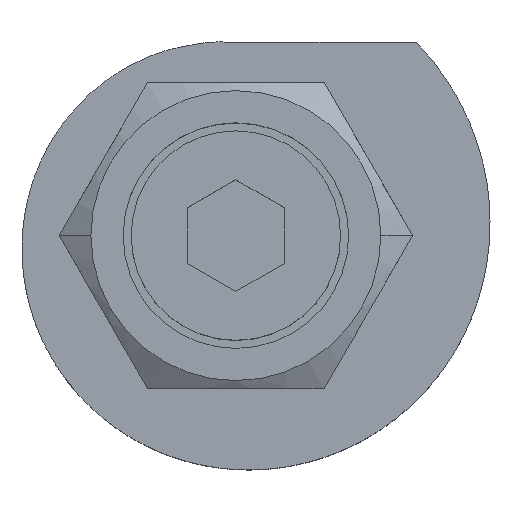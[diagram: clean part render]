
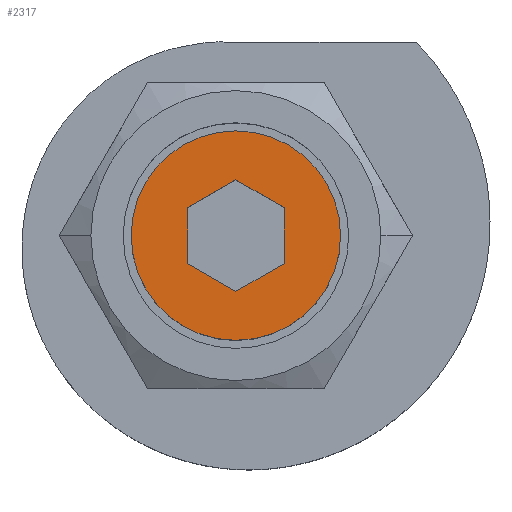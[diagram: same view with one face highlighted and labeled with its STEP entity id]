
A CAD part, top view. The second image highlights one B-rep face of the part: STEP entity #2317.
In plain terms, the highlighted planar face has unit normal (0, 0, 1).
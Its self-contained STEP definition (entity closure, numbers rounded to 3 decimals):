
#26 = LINE ( 'NONE', #3446, #1668 ) ;
#31 = AXIS2_PLACEMENT_3D ( 'NONE', #3459, #222, #752 ) ;
#141 = ORIENTED_EDGE ( 'NONE', *, *, #411, .F. ) ;
#198 = LINE ( 'NONE', #3078, #3461 ) ;
#222 = DIRECTION ( 'NONE',  ( 0., 0., 1. ) ) ;
#224 = CARTESIAN_POINT ( 'NONE',  ( 0., 3.464, 8. ) ) ;
#260 = LINE ( 'NONE', #1364, #550 ) ;
#325 = DIRECTION ( 'NONE',  ( 1., 0., 0. ) ) ;
#351 = ORIENTED_EDGE ( 'NONE', *, *, #1670, .T. ) ;
#411 = EDGE_CURVE ( 'NONE', #1049, #643, #260, .T. ) ;
#550 = VECTOR ( 'NONE', #1042, 1000. ) ;
#588 = LINE ( 'NONE', #2787, #3031 ) ;
#623 = ORIENTED_EDGE ( 'NONE', *, *, #1462, .T. ) ;
#631 = FACE_OUTER_BOUND ( 'NONE', #1224, .T. ) ;
#643 = VERTEX_POINT ( 'NONE', #3139 ) ;
#711 = VERTEX_POINT ( 'NONE', #1573 ) ;
#752 = DIRECTION ( 'NONE',  ( 1., 0., 0. ) ) ;
#870 = DIRECTION ( 'NONE',  ( 0., -1., 0. ) ) ;
#896 = VERTEX_POINT ( 'NONE', #1641 ) ;
#897 = DIRECTION ( 'NONE',  ( 0., 0., 1. ) ) ;
#915 = CARTESIAN_POINT ( 'NONE',  ( 0., -3.464, 8. ) ) ;
#927 = EDGE_CURVE ( 'NONE', #643, #896, #588, .T. ) ;
#952 = ORIENTED_EDGE ( 'NONE', *, *, #2759, .T. ) ;
#1037 = VERTEX_POINT ( 'NONE', #1195 ) ;
#1042 = DIRECTION ( 'NONE',  ( -0.866, -0.5, 0. ) ) ;
#1049 = VERTEX_POINT ( 'NONE', #1506 ) ;
#1153 = VECTOR ( 'NONE', #2181, 1000. ) ;
#1159 = CARTESIAN_POINT ( 'NONE',  ( -6.5, 0., 8. ) ) ;
#1195 = CARTESIAN_POINT ( 'NONE',  ( 3., 1.732, 8. ) ) ;
#1224 = EDGE_LOOP ( 'NONE', ( #3027, #952 ) ) ;
#1364 = CARTESIAN_POINT ( 'NONE',  ( 0., 3.464, 8. ) ) ;
#1462 = EDGE_CURVE ( 'NONE', #2027, #896, #2232, .T. ) ;
#1506 = CARTESIAN_POINT ( 'NONE',  ( 0., 3.464, 8. ) ) ;
#1510 = ORIENTED_EDGE ( 'NONE', *, *, #1753, .F. ) ;
#1545 = CIRCLE ( 'NONE', #31, 6.5 ) ;
#1551 = VECTOR ( 'NONE', #2160, 1000. ) ;
#1573 = CARTESIAN_POINT ( 'NONE',  ( 6.5, 0., 8. ) ) ;
#1590 = VERTEX_POINT ( 'NONE', #1635 ) ;
#1635 = CARTESIAN_POINT ( 'NONE',  ( 3., -1.732, 8. ) ) ;
#1641 = CARTESIAN_POINT ( 'NONE',  ( -3., -1.732, 8. ) ) ;
#1668 = VECTOR ( 'NONE', #3235, 1000. ) ;
#1670 = EDGE_CURVE ( 'NONE', #1049, #1037, #1861, .T. ) ;
#1753 = EDGE_CURVE ( 'NONE', #2027, #1590, #26, .T. ) ;
#1851 = ORIENTED_EDGE ( 'NONE', *, *, #927, .F. ) ;
#1861 = LINE ( 'NONE', #224, #1153 ) ;
#1896 = AXIS2_PLACEMENT_3D ( 'NONE', #2498, #1960, #2258 ) ;
#1960 = DIRECTION ( 'NONE',  ( 0., 0., 1. ) ) ;
#2027 = VERTEX_POINT ( 'NONE', #915 ) ;
#2099 = EDGE_CURVE ( 'NONE', #1590, #1037, #198, .T. ) ;
#2126 = EDGE_CURVE ( 'NONE', #711, #2275, #1545, .T. ) ;
#2148 = ORIENTED_EDGE ( 'NONE', *, *, #2099, .F. ) ;
#2160 = DIRECTION ( 'NONE',  ( -0.866, 0.5, 0. ) ) ;
#2181 = DIRECTION ( 'NONE',  ( 0.866, -0.5, 0. ) ) ;
#2197 = CARTESIAN_POINT ( 'NONE',  ( 0., 0., 8. ) ) ;
#2232 = LINE ( 'NONE', #2785, #1551 ) ;
#2245 = PLANE ( 'NONE',  #2683 ) ;
#2258 = DIRECTION ( 'NONE',  ( 1., 0., 0. ) ) ;
#2275 = VERTEX_POINT ( 'NONE', #1159 ) ;
#2317 = ADVANCED_FACE ( 'NONE', ( #631, #2464 ), #2245, .T. ) ;
#2464 = FACE_BOUND ( 'NONE', #2739, .T. ) ;
#2498 = CARTESIAN_POINT ( 'NONE',  ( 0., 0., 8. ) ) ;
#2683 = AXIS2_PLACEMENT_3D ( 'NONE', #2197, #897, #325 ) ;
#2690 = CIRCLE ( 'NONE', #1896, 6.5 ) ;
#2739 = EDGE_LOOP ( 'NONE', ( #141, #351, #2148, #1510, #623, #1851 ) ) ;
#2759 = EDGE_CURVE ( 'NONE', #2275, #711, #2690, .T. ) ;
#2785 = CARTESIAN_POINT ( 'NONE',  ( 0., -3.464, 8. ) ) ;
#2787 = CARTESIAN_POINT ( 'NONE',  ( -3., 1.732, 8. ) ) ;
#3027 = ORIENTED_EDGE ( 'NONE', *, *, #2126, .T. ) ;
#3031 = VECTOR ( 'NONE', #870, 1000. ) ;
#3078 = CARTESIAN_POINT ( 'NONE',  ( 3., -1.732, 8. ) ) ;
#3139 = CARTESIAN_POINT ( 'NONE',  ( -3., 1.732, 8. ) ) ;
#3235 = DIRECTION ( 'NONE',  ( 0.866, 0.5, 0. ) ) ;
#3353 = DIRECTION ( 'NONE',  ( 0., 1., 0. ) ) ;
#3446 = CARTESIAN_POINT ( 'NONE',  ( 0., -3.464, 8. ) ) ;
#3459 = CARTESIAN_POINT ( 'NONE',  ( 0., 0., 8. ) ) ;
#3461 = VECTOR ( 'NONE', #3353, 1000. ) ;
